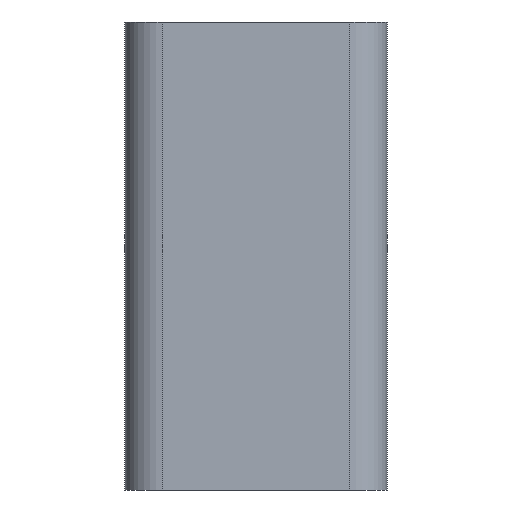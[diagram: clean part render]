
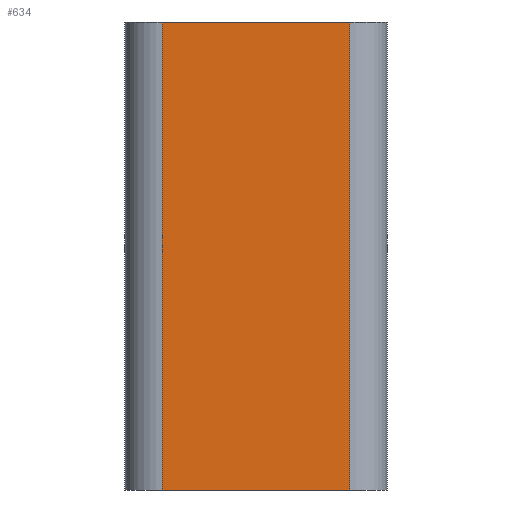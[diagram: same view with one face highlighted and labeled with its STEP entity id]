
A CAD part, front view. The second image highlights one B-rep face of the part: STEP entity #634.
In plain terms, the highlighted planar face has unit normal (0, -1, 0).
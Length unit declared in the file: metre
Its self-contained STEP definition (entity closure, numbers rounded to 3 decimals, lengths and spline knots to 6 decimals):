
#48=ORIENTED_EDGE('',*,*,#240,.T.);
#49=ORIENTED_EDGE('',*,*,#241,.T.);
#50=ORIENTED_EDGE('',*,*,#242,.F.);
#51=ORIENTED_EDGE('',*,*,#243,.F.);
#240=EDGE_CURVE('',#336,#337,#400,.T.);
#241=EDGE_CURVE('',#337,#338,#401,.F.);
#242=EDGE_CURVE('',#339,#338,#402,.T.);
#243=EDGE_CURVE('',#336,#339,#403,.F.);
#336=VERTEX_POINT('',#932);
#337=VERTEX_POINT('',#933);
#338=VERTEX_POINT('',#935);
#339=VERTEX_POINT('',#937);
#400=LINE('',#931,#472);
#401=LINE('',#934,#473);
#402=LINE('',#936,#474);
#403=LINE('',#938,#475);
#472=VECTOR('',#743,1.);
#473=VECTOR('',#744,1.);
#474=VECTOR('',#745,1.);
#475=VECTOR('',#746,1.);
#544=EDGE_LOOP('',(#48,#49,#50,#51));
#578=FACE_BOUND('',#544,.T.);
#612=PLANE('',#681);
#634=ADVANCED_FACE('',(#578),#612,.F.);
#681=AXIS2_PLACEMENT_3D('',#930,#741,#742);
#741=DIRECTION('',(0.,1.,0.));
#742=DIRECTION('',(0.,0.,1.));
#743=DIRECTION('',(1.,0.,0.));
#744=DIRECTION('',(0.,0.,-1.));
#745=DIRECTION('',(1.,0.,0.));
#746=DIRECTION('',(0.,0.,-1.));
#930=CARTESIAN_POINT('',(0.0007,0.,0.005));
#931=CARTESIAN_POINT('',(0.0007,0.,0.));
#932=CARTESIAN_POINT('',(-0.001,0.,0.));
#933=CARTESIAN_POINT('',(0.001,0.,0.));
#934=CARTESIAN_POINT('',(0.001,0.,0.005));
#935=CARTESIAN_POINT('',(0.001,0.,0.005));
#936=CARTESIAN_POINT('',(0.0007,0.,0.005));
#937=CARTESIAN_POINT('',(-0.001,0.,0.005));
#938=CARTESIAN_POINT('',(-0.001,0.,0.005));
